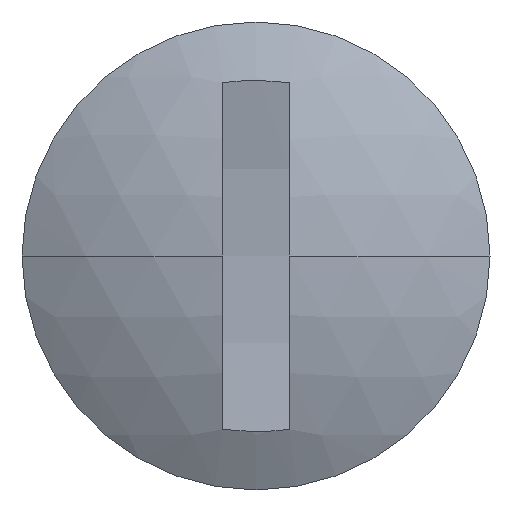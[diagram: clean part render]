
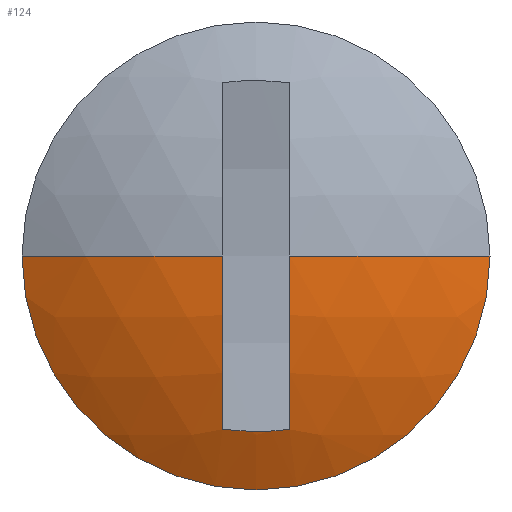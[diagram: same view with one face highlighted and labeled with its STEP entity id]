
A CAD part, left-side view. The second image highlights one B-rep face of the part: STEP entity #124.
In plain terms, the highlighted spherical face has radius 14.268 mm.
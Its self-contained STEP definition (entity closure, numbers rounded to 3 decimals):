
#41 = CARTESIAN_POINT ( 'NONE',  ( 6.233, -1., 0. ) ) ;
#48 = CARTESIAN_POINT ( 'NONE',  ( -7.021, -1., -5.187 ) ) ;
#61 = ORIENTED_EDGE ( 'NONE', *, *, #148, .T. ) ;
#73 = DIRECTION ( 'NONE',  ( 0., 1., 0. ) ) ;
#86 = AXIS2_PLACEMENT_3D ( 'NONE', #365, #590, #370 ) ;
#87 = CIRCLE ( 'NONE', #86, 14.233 ) ;
#90 = CARTESIAN_POINT ( 'NONE',  ( -7.038, 0.333, -5.272 ) ) ;
#92 = DIRECTION ( 'NONE',  ( 0., 1., 0. ) ) ;
#98 = EDGE_CURVE ( 'NONE', #284, #159, #178, .T. ) ;
#124 = ADVANCED_FACE ( 'NONE', ( #150 ), #462, .T. ) ;
#131 = AXIS2_PLACEMENT_3D ( 'NONE', #587, #140, #136 ) ;
#136 = DIRECTION ( 'NONE',  ( 0., -1., 0. ) ) ;
#139 = VERTEX_POINT ( 'NONE', #402 ) ;
#140 = DIRECTION ( 'NONE',  ( -1., 0., 0. ) ) ;
#146 = CARTESIAN_POINT ( 'NONE',  ( -7.038, -0.333, -5.272 ) ) ;
#148 = EDGE_CURVE ( 'NONE', #284, #479, #376, .T. ) ;
#150 = FACE_OUTER_BOUND ( 'NONE', #249, .T. ) ;
#159 = VERTEX_POINT ( 'NONE', #356 ) ;
#161 = CARTESIAN_POINT ( 'NONE',  ( -6.2, -7., 0. ) ) ;
#169 = AXIS2_PLACEMENT_3D ( 'NONE', #268, #355, #73 ) ;
#178 = CIRCLE ( 'NONE', #580, 14.268 ) ;
#179 = DIRECTION ( 'NONE',  ( 1., 0., 0. ) ) ;
#193 = CARTESIAN_POINT ( 'NONE',  ( -6.2, 7., 0. ) ) ;
#194 = CARTESIAN_POINT ( 'NONE',  ( -8., -1., 0. ) ) ;
#235 = CIRCLE ( 'NONE', #457, 14.233 ) ;
#237 = CARTESIAN_POINT ( 'NONE',  ( 6.233, 0., 0. ) ) ;
#247 = EDGE_CURVE ( 'NONE', #139, #433, #559, .T. ) ;
#249 = EDGE_LOOP ( 'NONE', ( #61, #339, #435, #304, #414, #398 ) ) ;
#261 = EDGE_CURVE ( 'NONE', #159, #139, #87, .T. ) ;
#268 = CARTESIAN_POINT ( 'NONE',  ( 6.233, 0., 0. ) ) ;
#284 = VERTEX_POINT ( 'NONE', #193 ) ;
#286 = EDGE_CURVE ( 'NONE', #479, #360, #503, .T. ) ;
#299 = EDGE_CURVE ( 'NONE', #360, #433, #235, .T. ) ;
#304 = ORIENTED_EDGE ( 'NONE', *, *, #247, .F. ) ;
#327 = DIRECTION ( 'NONE',  ( 0., 0., 1. ) ) ;
#339 = ORIENTED_EDGE ( 'NONE', *, *, #286, .T. ) ;
#355 = DIRECTION ( 'NONE',  ( 0., 0., -1. ) ) ;
#356 = CARTESIAN_POINT ( 'NONE',  ( -8., 1., 0. ) ) ;
#360 = VERTEX_POINT ( 'NONE', #194 ) ;
#365 = CARTESIAN_POINT ( 'NONE',  ( 6.233, 1., 0. ) ) ;
#370 = DIRECTION ( 'NONE',  ( 0., 0., 1. ) ) ;
#376 = CIRCLE ( 'NONE', #131, 7. ) ;
#398 = ORIENTED_EDGE ( 'NONE', *, *, #98, .F. ) ;
#402 = CARTESIAN_POINT ( 'NONE',  ( -7.021, 1., -5.187 ) ) ;
#407 = CARTESIAN_POINT ( 'NONE',  ( 6.233, 0., 0. ) ) ;
#411 = DIRECTION ( 'NONE',  ( 0., -1., 0. ) ) ;
#414 = ORIENTED_EDGE ( 'NONE', *, *, #261, .F. ) ;
#433 = VERTEX_POINT ( 'NONE', #48 ) ;
#435 = ORIENTED_EDGE ( 'NONE', *, *, #299, .T. ) ;
#444 = DIRECTION ( 'NONE',  ( 0., 0., 1. ) ) ;
#451 = CARTESIAN_POINT ( 'NONE',  ( -7.021, -1., -5.187 ) ) ;
#457 = AXIS2_PLACEMENT_3D ( 'NONE', #41, #411, #327 ) ;
#462 = SPHERICAL_SURFACE ( 'NONE', #169, 14.268 ) ;
#479 = VERTEX_POINT ( 'NONE', #161 ) ;
#503 = CIRCLE ( 'NONE', #588, 14.268 ) ;
#545 = DIRECTION ( 'NONE',  ( 0., 0., -1. ) ) ;
#551 = CARTESIAN_POINT ( 'NONE',  ( -7.021, 1., -5.187 ) ) ;
#559 = B_SPLINE_CURVE_WITH_KNOTS ( 'NONE', 3,
 ( #551, #90, #146, #451 ),
 .UNSPECIFIED., .F., .F.,
 ( 4, 4 ),
 ( 0., 0.002 ),
 .UNSPECIFIED. ) ;
#580 = AXIS2_PLACEMENT_3D ( 'NONE', #407, #444, #179 ) ;
#587 = CARTESIAN_POINT ( 'NONE',  ( -6.2, 0., 0. ) ) ;
#588 = AXIS2_PLACEMENT_3D ( 'NONE', #237, #545, #92 ) ;
#590 = DIRECTION ( 'NONE',  ( 0., -1., 0. ) ) ;
